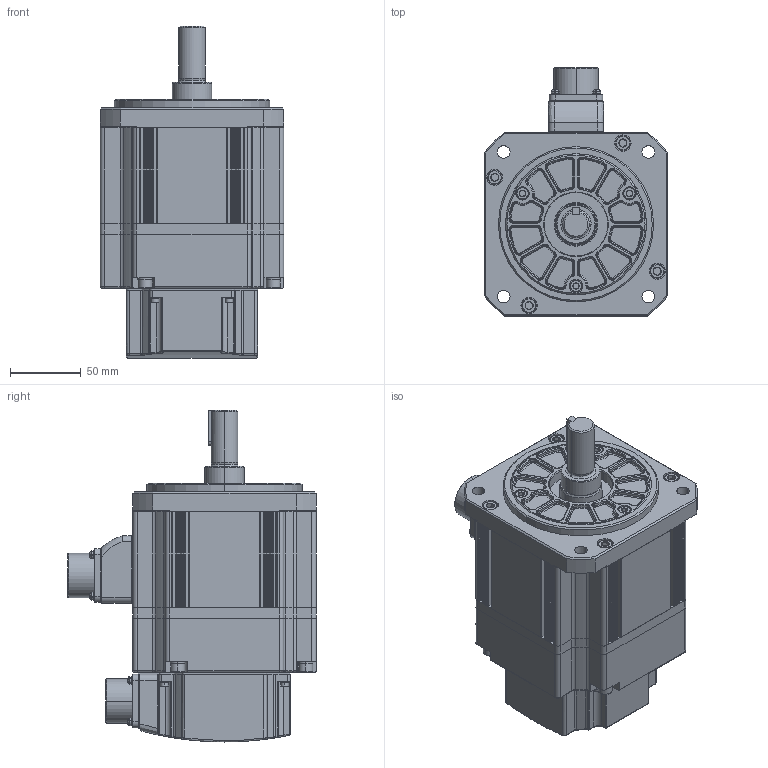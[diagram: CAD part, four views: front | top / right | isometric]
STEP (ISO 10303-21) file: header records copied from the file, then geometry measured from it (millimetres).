
FILE_DESCRIPTION (( 'STEP AP214' ), '1' );
FILE_NAME ('FMP13GA003G01_Out Line(APM-FEP09A_K2) r1 nc fxt.STEP', '2022-02-17T12:56:19', ( '' ), ( '' ), 'SwSTEP 2.0', 'SolidWorks 2017', '' );
FILE_SCHEMA (( 'AUTOMOTIVE_DESIGN' ));
Length unit declared in the file: inch
Products named in the file (1): FMP13GA003G01_Out Line(APM-FEP09A_K2) r1 nc fxt
Bounding box: 130 x 176.05 x 235.3 mm (x, y, z)
Volume: 2397980.8 mm3; surface area: 330499.8 mm2
Topology: 57 solids, 57 shells, 2211 faces, 5537 edges, 3497 vertices
Faces by surface type: cylinder 841, plane 729, bspline 321, cone 230, torus 90
Entity records: 79487 total; most frequent: CARTESIAN_POINT 26693, ORIENTED_EDGE 10958, DIRECTION 10807, EDGE_CURVE 5479, AXIS2_PLACEMENT_3D 4128, VERTEX_POINT 3497, LINE 2551, VECTOR 2551
